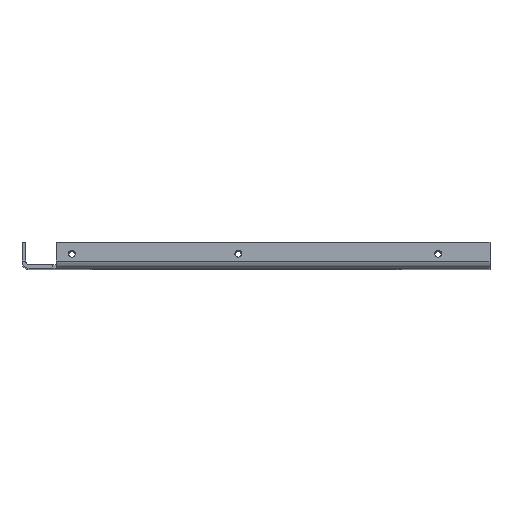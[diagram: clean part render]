
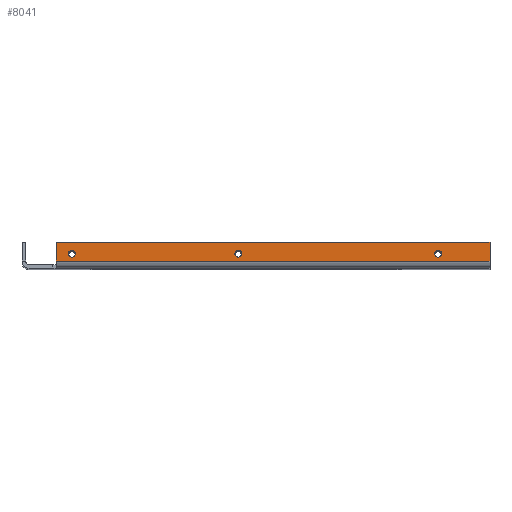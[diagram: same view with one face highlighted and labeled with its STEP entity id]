
A CAD part, top view. The second image highlights one B-rep face of the part: STEP entity #8041.
In plain terms, the highlighted planar face has unit normal (0, 0, 1).
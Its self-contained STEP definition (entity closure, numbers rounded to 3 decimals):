
#18=FACE_BOUND('',#1770,.T.);
#19=FACE_BOUND('',#1771,.T.);
#20=FACE_BOUND('',#1772,.T.);
#970=PLANE('',#8322);
#1366=FACE_OUTER_BOUND('',#1769,.T.);
#1769=EDGE_LOOP('',(#6785,#6786,#6787,#6788));
#1770=EDGE_LOOP('',(#6789));
#1771=EDGE_LOOP('',(#6790));
#1772=EDGE_LOOP('',(#6791));
#2524=LINE('',#15865,#3166);
#2529=LINE('',#15878,#3171);
#2536=LINE('',#15896,#3178);
#2538=LINE('',#15899,#3180);
#3166=VECTOR('',#9402,10.);
#3171=VECTOR('',#9413,2.304);
#3178=VECTOR('',#9432,10.);
#3180=VECTOR('',#9436,10.);
#3268=CIRCLE('',#8275,1.55);
#3272=CIRCLE('',#8281,1.55);
#3276=CIRCLE('',#8287,1.55);
#4028=VERTEX_POINT('',#15791);
#4032=VERTEX_POINT('',#15803);
#4036=VERTEX_POINT('',#15815);
#4052=VERTEX_POINT('',#15863);
#4053=VERTEX_POINT('',#15864);
#4058=VERTEX_POINT('',#15876);
#4063=VERTEX_POINT('',#15895);
#5166=EDGE_CURVE('',#4028,#4028,#3268,.T.);
#5172=EDGE_CURVE('',#4032,#4032,#3272,.T.);
#5178=EDGE_CURVE('',#4036,#4036,#3276,.T.);
#5202=EDGE_CURVE('',#4052,#4053,#2524,.T.);
#5209=EDGE_CURVE('',#4053,#4058,#2529,.T.);
#5218=EDGE_CURVE('',#4063,#4052,#2536,.T.);
#5220=EDGE_CURVE('',#4058,#4063,#2538,.T.);
#6785=ORIENTED_EDGE('',*,*,#5202,.T.);
#6786=ORIENTED_EDGE('',*,*,#5209,.T.);
#6787=ORIENTED_EDGE('',*,*,#5220,.T.);
#6788=ORIENTED_EDGE('',*,*,#5218,.T.);
#6789=ORIENTED_EDGE('',*,*,#5166,.T.);
#6790=ORIENTED_EDGE('',*,*,#5172,.T.);
#6791=ORIENTED_EDGE('',*,*,#5178,.T.);
#8041=ADVANCED_FACE('',(#1366,#18,#19,#20),#970,.T.);
#8275=AXIS2_PLACEMENT_3D('',#15792,#9318,#9319);
#8281=AXIS2_PLACEMENT_3D('',#15804,#9332,#9333);
#8287=AXIS2_PLACEMENT_3D('',#15816,#9346,#9347);
#8322=AXIS2_PLACEMENT_3D('',#15902,#9440,#9441);
#9318=DIRECTION('center_axis',(0.,0.,
-1.));
#9319=DIRECTION('ref_axis',(1.,0.,0.));
#9332=DIRECTION('center_axis',(0.,0.,
-1.));
#9333=DIRECTION('ref_axis',(1.,0.,0.));
#9346=DIRECTION('center_axis',(0.,0.,
-1.));
#9347=DIRECTION('ref_axis',(1.,0.,0.));
#9402=DIRECTION('',(1.,0.,0.));
#9413=DIRECTION('',(0.,1.,0.));
#9432=DIRECTION('',(0.,-1.,0.));
#9436=DIRECTION('',(-1.,0.,0.));
#9440=DIRECTION('center_axis',(0.,0.,
1.));
#9441=DIRECTION('ref_axis',(0.,-1.,0.));
#15791=CARTESIAN_POINT('',(22.55,6.5,398.4));
#15792=CARTESIAN_POINT('Origin',(24.1,6.5,398.4));
#15803=CARTESIAN_POINT('',(97.55,6.5,398.4));
#15804=CARTESIAN_POINT('Origin',(99.1,6.5,398.4));
#15815=CARTESIAN_POINT('',(187.55,6.5,398.4));
#15816=CARTESIAN_POINT('Origin',(189.1,6.5,398.4));
#15863=CARTESIAN_POINT('',(17.05,3.2,398.4));
#15864=CARTESIAN_POINT('',(212.5,3.2,398.4));
#15865=CARTESIAN_POINT('',(114.775,3.2,398.4));
#15876=CARTESIAN_POINT('',(212.5,11.6,398.4));
#15878=CARTESIAN_POINT('',(212.5,-4.038,398.4));
#15895=CARTESIAN_POINT('',(17.05,11.6,398.4));
#15896=CARTESIAN_POINT('',(17.05,3.2,398.4));
#15899=CARTESIAN_POINT('',(17.05,11.6,398.4));
#15902=CARTESIAN_POINT('Origin',(114.775,5.59,398.4));
